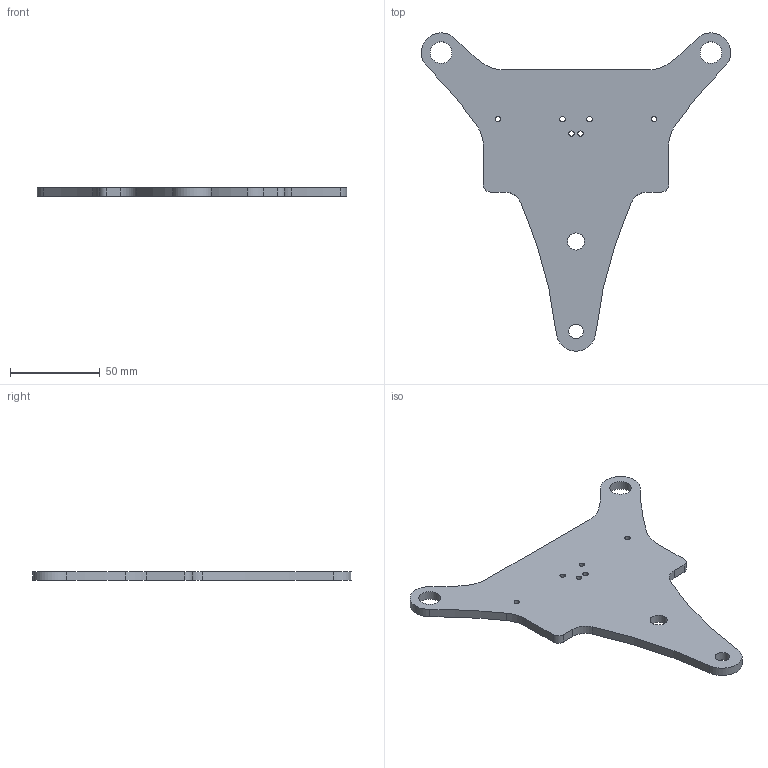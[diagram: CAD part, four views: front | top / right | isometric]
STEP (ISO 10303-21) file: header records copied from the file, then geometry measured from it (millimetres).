
FILE_DESCRIPTION(/* description */ (''),/* implementation_level */ '2;1');
FILE_NAME(/* name */ 'skaterplate.stp',/* time_stamp */ '2018-06-09T19:36:58+02:00',/* author */ ('daniel.bruns'),/* organization */ (''),/* preprocessor_version */ 'ST-DEVELOPER v17',/* originating_system */ 'Autodesk Inventor 2019',/* authorisation */ '');
FILE_SCHEMA (('AUTOMOTIVE_DESIGN { 1 0 10303 214 3 1 1 }'));
Length unit declared in the file: millimetre
Products named in the file (1): skaterplate
Bounding box: 171.97 x 176.96 x 5 mm (x, y, z)
Volume: 59637.1 mm3; surface area: 27807.7 mm2
Topology: 1 solids, 1 shells, 34 faces, 96 edges, 64 vertices
Faces by surface type: cylinder 27, plane 7
Full cylindrical faces by diameter (mm): 3 x6, 8.05 x1, 9.5 x1, 12.05 x2
Entity records: 1207 total; most frequent: DIRECTION 220, CARTESIAN_POINT 195, ORIENTED_EDGE 192, EDGE_CURVE 96, AXIS2_PLACEMENT_3D 89, VERTEX_POINT 64, EDGE_LOOP 54, CIRCLE 54
